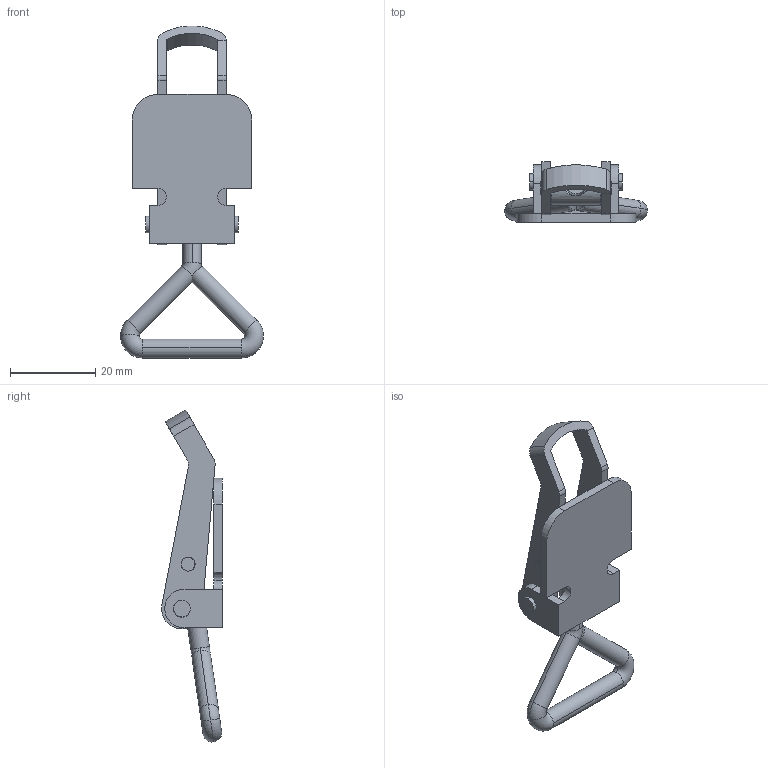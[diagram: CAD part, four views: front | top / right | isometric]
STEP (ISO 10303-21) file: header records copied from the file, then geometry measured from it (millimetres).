
FILE_DESCRIPTION (( 'STEP AP214' ), '1' );
FILE_NAME ('D11891.STEP', '2017-01-11T15:21:07', ( '' ), ( '' ), 'SwSTEP 2.0', 'SolidWorks 2015', '' );
FILE_SCHEMA (( 'AUTOMOTIVE_DESIGN' ));
Length unit declared in the file: millimetre
Products named in the file (6): skruvögla; rulle; nit; bygel; platta; D11891
Assembly tree (6 placements, depth 2):
  D11891
    platta
    bygel
    nit  x2
    rulle
    skruvögla
Bounding box: 33.51 x 14.25 x 77.79 mm (x, y, z)
Volume: 5721.2 mm3; surface area: 6677.4 mm2
Topology: 7 solids, 7 shells, 117 faces, 278 edges, 178 vertices
Faces by surface type: cylinder 56, plane 41, torus 16, cone 4
Entity records: 3607 total; most frequent: CARTESIAN_POINT 683, DIRECTION 622, ORIENTED_EDGE 524, EDGE_CURVE 262, AXIS2_PLACEMENT_3D 251, VERTEX_POINT 168, CIRCLE 134, EDGE_LOOP 124
